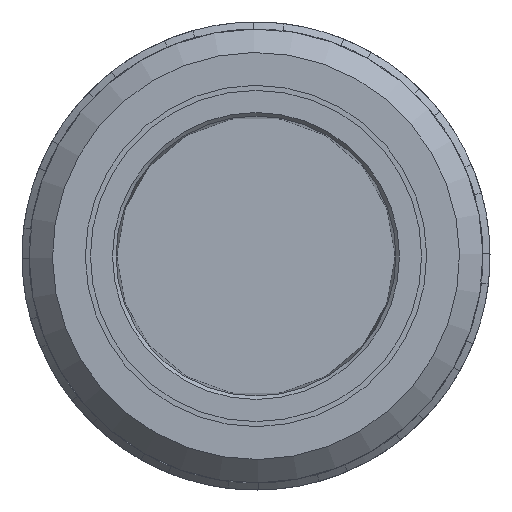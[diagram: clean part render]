
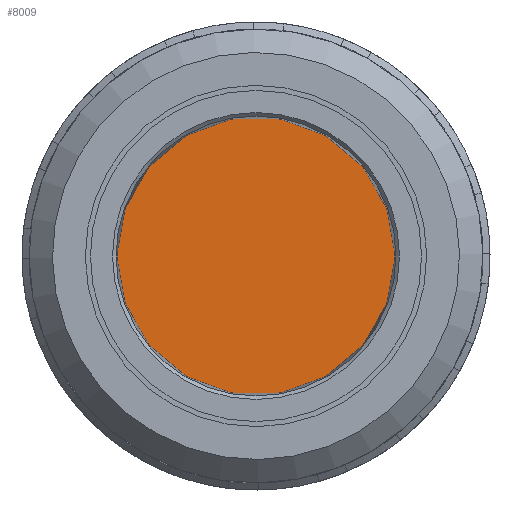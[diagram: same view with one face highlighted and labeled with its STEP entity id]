
A CAD part, front view. The second image highlights one B-rep face of the part: STEP entity #8009.
In plain terms, the highlighted planar face has unit normal (0, -1, 0).
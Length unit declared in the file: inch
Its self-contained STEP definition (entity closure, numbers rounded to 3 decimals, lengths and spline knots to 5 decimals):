
#7993=CARTESIAN_POINT('',(-1.07225,-0.194,0.));
#7994=DIRECTION('',(0.0,-1.0,0.0));
#7995=DIRECTION('',(0.0,0.0,-1.0));
#7996=AXIS2_PLACEMENT_3D('',#7993,#7994,#7995);
#7997=PLANE('',#7996);
#7998=CARTESIAN_POINT('',(-1.1845,-0.194,0.));
#7999=VERTEX_POINT('',#7998);
#8000=CARTESIAN_POINT('',(0.,-0.194,0.));
#8001=DIRECTION('',(0.0,-1.0,0.0));
#8002=DIRECTION('',(-1.0,0.0,0.0));
#8003=AXIS2_PLACEMENT_3D('',#8000,#8001,#8002);
#8004=CIRCLE('',#8003,1.1845);
#8005=EDGE_CURVE('',#7999,#7999,#8004,.T.);
#8006=ORIENTED_EDGE('',*,*,#8005,.T.);
#8007=EDGE_LOOP('',(#8006));
#8008=FACE_OUTER_BOUND('',#8007,.T.);
#8009=ADVANCED_FACE('',(#8008),#7997,.T.);
